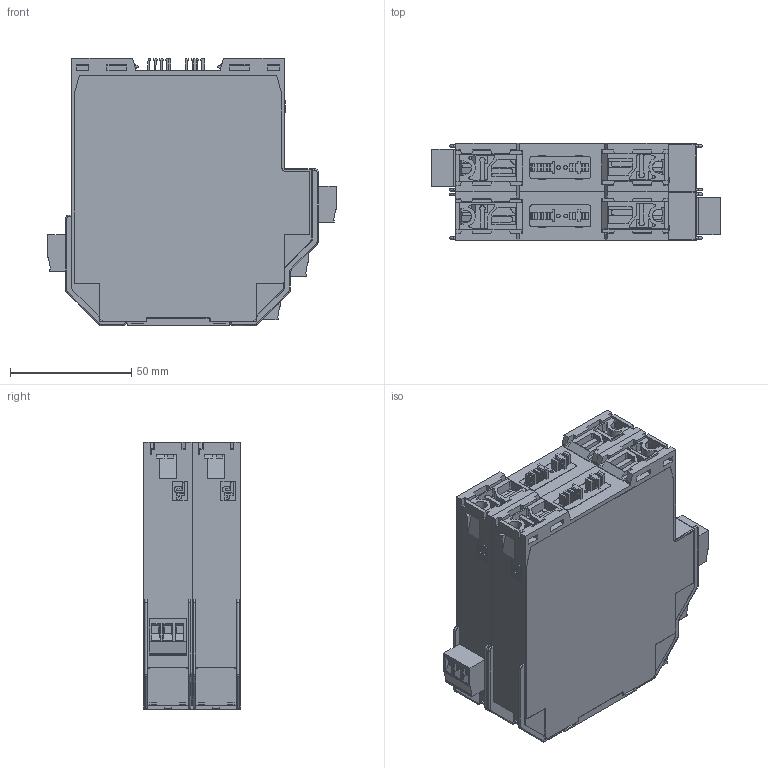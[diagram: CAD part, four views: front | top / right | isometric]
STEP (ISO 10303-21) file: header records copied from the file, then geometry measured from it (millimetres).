
FILE_DESCRIPTION((''),'2;1');
FILE_NAME('CAD-8659_SCHRUMPF_ASM','2023-04-17T07:43:12',('creinig-se'),(''),'CREO PARAMETRIC BY PTC INC, 2022284','CREO PARAMETRIC BY PTC INC, 2022284','');
FILE_SCHEMA(('CONFIG_CONTROL_DESIGN','SHAPE_APPEARANCE_LAYERS_GROUPS'));
Length unit declared in the file: millimetre
Products named in the file (5): CAD-8655_20IGER_SW0001; CAD-7210_MSTB_2_5-HC-3-ST-5; CAD-7210_K-SYS-SPRING-CONTACT; CAD-8656_COVER; CAD-8659_SCHRUMPF_ASM
Assembly tree (10 placements, depth 2):
  CAD-8659_SCHRUMPF_ASM
    CAD-8655_20IGER_SW0001  x2
    CAD-7210_MSTB_2_5-HC-3-ST-5  x5
    CAD-7210_K-SYS-SPRING-CONTACT  x2
    CAD-8656_COVER
Bounding box: 118.8 x 40 x 110 mm (x, y, z)
Volume: 381800.8 mm3; surface area: 80414.8 mm2
Topology: 10 solids, 10 shells, 3424 faces, 9685 edges, 6183 vertices
Faces by surface type: plane 2574, cylinder 678, bspline 124, torus 48
Entity records: 57445 total; most frequent: CARTESIAN_POINT 9500, ORIENTED_EDGE 7896, DIRECTION 7302, EDGE_CURVE 3948, VECTOR 3204, LINE 3204, VERTEX_POINT 2567, PRESENTATION_STYLE_ASSIGNMENT 2515
